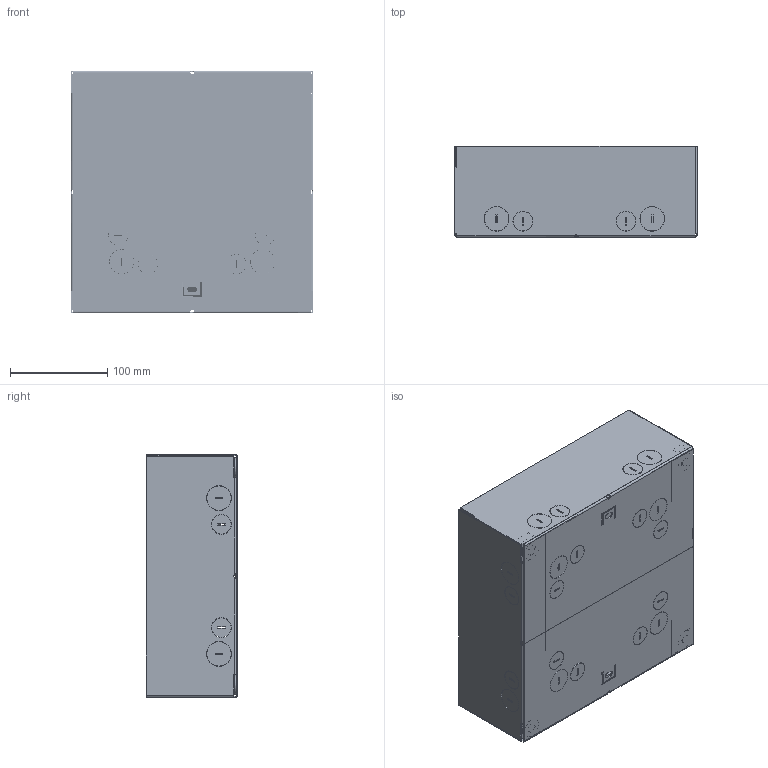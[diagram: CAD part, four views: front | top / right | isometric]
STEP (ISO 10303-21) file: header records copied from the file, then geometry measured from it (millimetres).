
FILE_DESCRIPTION((''),'2;1');
FILE_NAME('T-00996_ASM','2022-10-25T11:30:23',('letterg'),(''),'CREO PARAMETRIC BY PTC INC, 2022024','CREO PARAMETRIC BY PTC INC, 2022024','');
FILE_SCHEMA(('AUTOMOTIVE_DESIGN { 1 0 10303 214 1 1 1 1 }'));
Products named in the file (29): T-00659; 60449-M; 60450-M; T-00714; T-00759_ASM; T-00626; T-00632; T-00625; T-00823_ASM; T-00612; T-00622S; T-00621S; T-00724S; T-00782S_ASM; T-00868_ASM; T-00941_ASM; 59752-M; 30661-M; 59761-M_ASM; U02225_ABDECKUNG_2F_9010; U02225_SOCKEL_2F; U02225_1_ASM_ASM; U02225_ASM; 31797-M; 30665-M; 31826-M_ASM_1_ASM; 31826-M_ASM_ASM; 47633-M; T-00996_ASM
Assembly tree (47 placements, depth 5):
  T-00996_ASM
    T-00759_ASM
      T-00659
      60449-M  x4
      60450-M  x4
      T-00714  x4
    T-00941_ASM
      T-00823_ASM
        T-00626
        T-00632  x4
        T-00625
      T-00868_ASM
        T-00612
        T-00782S_ASM
          T-00622S
          T-00621S
          T-00724S
    59761-M_ASM  x2
      59752-M
      30661-M
    U02225_ASM  x4
      U02225_1_ASM_ASM
        U02225_ABDECKUNG_2F_9010
        U02225_SOCKEL_2F
    31826-M_ASM_ASM
      31826-M_ASM_1_ASM
        31797-M
        30665-M  x2
    47633-M  x3
Bounding box: 249.25 x 93.5 x 249 mm (x, y, z)
Volume: 926113.8 mm3; surface area: 1107650.6 mm2
Topology: 37 solids, 37 shells, 6750 faces, 19449 edges, 12688 vertices
Faces by surface type: plane 4093, cylinder 1937, torus 416, cone 168, bspline 96, sphere 32, extrusion 8
Entity records: 98548 total; most frequent: CARTESIAN_POINT 20441, ORIENTED_EDGE 13938, DIRECTION 13013, EDGE_CURVE 6969, VECTOR 5185, LINE 5183, VERTEX_POINT 4541, AXIS2_PLACEMENT_3D 3914
